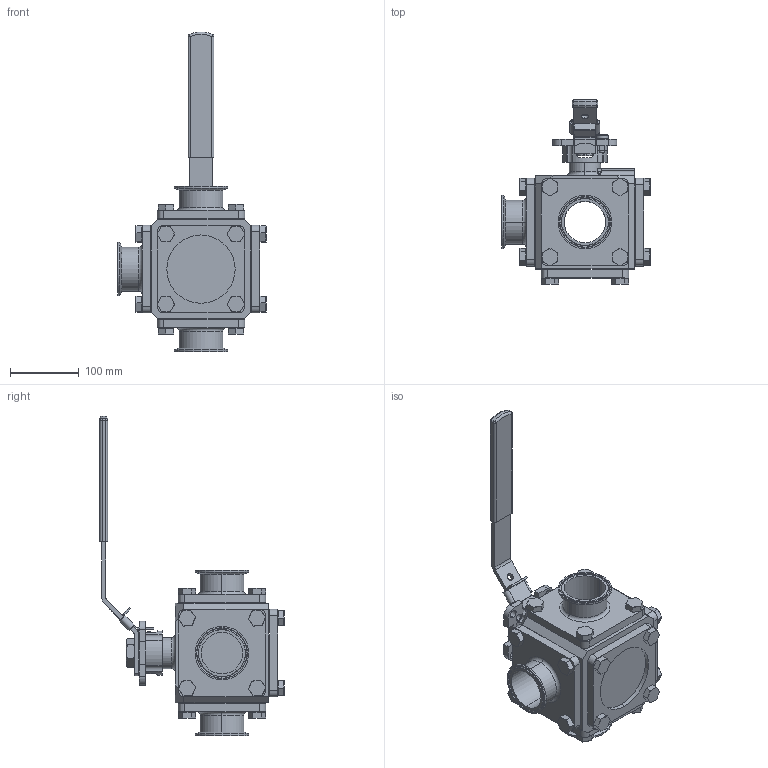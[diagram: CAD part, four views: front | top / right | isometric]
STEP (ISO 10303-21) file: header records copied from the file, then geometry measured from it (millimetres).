
FILE_DESCRIPTION (( 'STEP AP214' ), '1' );
FILE_NAME ('33-SA-0250-XXX.step', '2019-09-30T20:17:04', ( '' ), ( '' ), 'SwSTEP 2.0', 'SolidWorks 2019', '' );
FILE_SCHEMA (( 'AUTOMOTIVE_DESIGN' ));
Length unit declared in the file: inch
Products named in the file (2): 33-SA-0250-XXX
Bounding box: 214.81 x 267.13 x 463.68 mm (x, y, z)
Surface area: 374826.2 mm2 (no closed solid volume)
Topology: 0 solids, 36 shells, 572 faces, 1617 edges, 1061 vertices
Faces by surface type: plane 395, cylinder 119, cone 29, torus 21, bspline 4, sphere 4
Entity records: 26180 total; most frequent: CARTESIAN_POINT 3909, DIRECTION 3140, ORIENTED_EDGE 2735, EDGE_CURVE 1611, VECTOR 1104, LINE 1104, VERTEX_POINT 1061, AXIS2_PLACEMENT_3D 1018
